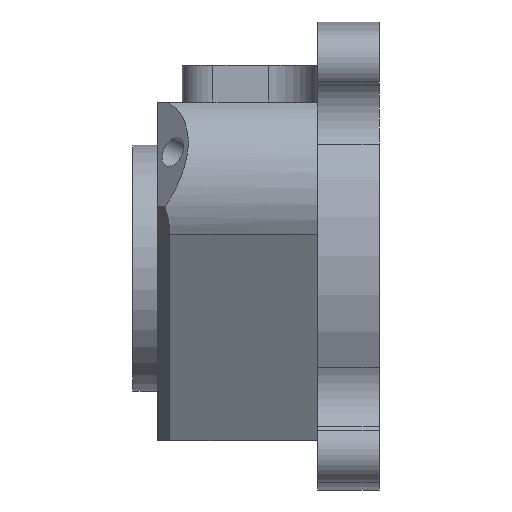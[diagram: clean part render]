
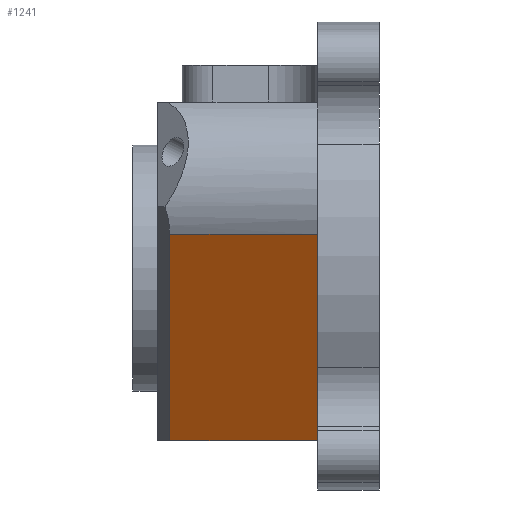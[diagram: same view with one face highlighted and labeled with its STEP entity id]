
A CAD part, left-side view. The second image highlights one B-rep face of the part: STEP entity #1241.
In plain terms, the highlighted planar face has unit normal (-0.866, 0, -0.5).
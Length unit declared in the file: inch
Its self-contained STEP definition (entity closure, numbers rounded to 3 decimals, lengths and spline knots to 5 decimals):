
#181=FACE_OUTER_BOUND('',#263,.T.);
#263=EDGE_LOOP('',(#1026,#1027,#1028,#1029));
#332=LINE('',#1982,#438);
#350=LINE('',#2036,#456);
#356=LINE('',#2048,#462);
#365=LINE('',#2161,#471);
#438=VECTOR('',#1556,0.3937);
#456=VECTOR('',#1606,0.3937);
#462=VECTOR('',#1616,0.3937);
#471=VECTOR('',#1657,0.3937);
#565=VERTEX_POINT('',#1979);
#566=VERTEX_POINT('',#1981);
#584=VERTEX_POINT('',#2032);
#586=VERTEX_POINT('',#2035);
#698=EDGE_CURVE('',#565,#566,#332,.T.);
#725=EDGE_CURVE('',#586,#584,#350,.T.);
#732=EDGE_CURVE('',#566,#584,#356,.T.);
#751=EDGE_CURVE('',#565,#586,#365,.T.);
#1026=ORIENTED_EDGE('',*,*,#725,.T.);
#1027=ORIENTED_EDGE('',*,*,#732,.F.);
#1028=ORIENTED_EDGE('',*,*,#698,.F.);
#1029=ORIENTED_EDGE('',*,*,#751,.T.);
#1194=PLANE('',#1373);
#1241=ADVANCED_FACE('',(#181),#1194,.T.);
#1373=AXIS2_PLACEMENT_3D('',#2171,#1670,#1671);
#1556=DIRECTION('',(0.5,0.,-0.866));
#1606=DIRECTION('',(0.5,0.,-0.866));
#1616=DIRECTION('',(0.,1.,0.));
#1657=DIRECTION('',(0.,1.,0.));
#1670=DIRECTION('center_axis',(-0.866,0.,-0.5));
#1671=DIRECTION('ref_axis',(-0.5,0.,0.866));
#1979=CARTESIAN_POINT('',(0.17524,0.25,-0.9125));
#1981=CARTESIAN_POINT('',(0.65877,0.25,-1.75));
#1982=CARTESIAN_POINT('',(0.53905,0.25,-1.54263));
#2032=CARTESIAN_POINT('',(0.65877,0.85,-1.75));
#2035=CARTESIAN_POINT('',(0.17524,0.85,-0.9125));
#2036=CARTESIAN_POINT('',(0.43214,0.85,-1.35746));
#2048=CARTESIAN_POINT('',(0.65877,0.25,-1.75));
#2161=CARTESIAN_POINT('',(0.17524,0.25,-0.9125));
#2171=CARTESIAN_POINT('Origin',(0.65877,0.25,-1.75));
